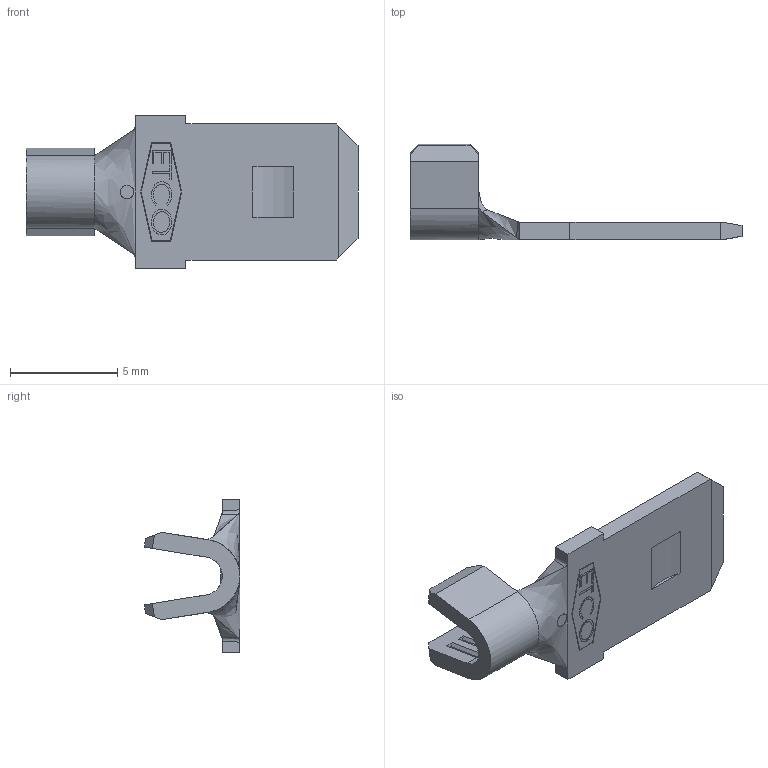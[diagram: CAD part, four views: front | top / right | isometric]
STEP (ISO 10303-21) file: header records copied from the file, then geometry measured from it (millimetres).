
FILE_DESCRIPTION (( 'STEP AP203' ), '1' );
FILE_NAME ('07970.STEP', '2015-01-29T13:37:46', ( '' ), ( '' ), 'SwSTEP 2.0', 'SolidWorks 2014', '' );
FILE_SCHEMA (( 'CONFIG_CONTROL_DESIGN' ));
Length unit declared in the file: inch
Products named in the file (1): 07970
Bounding box: 15.44 x 4.45 x 7.14 mm (x, y, z)
Volume: 82 mm3; surface area: 255.1 mm2
Topology: 1 solids, 1 shells, 143 faces, 371 edges, 240 vertices
Faces by surface type: plane 100, bspline 25, cylinder 12, cone 6
Entity records: 6231 total; most frequent: CARTESIAN_POINT 2843, ORIENTED_EDGE 742, DIRECTION 567, EDGE_CURVE 371, VECTOR 285, LINE 285, VERTEX_POINT 240, EDGE_LOOP 153
